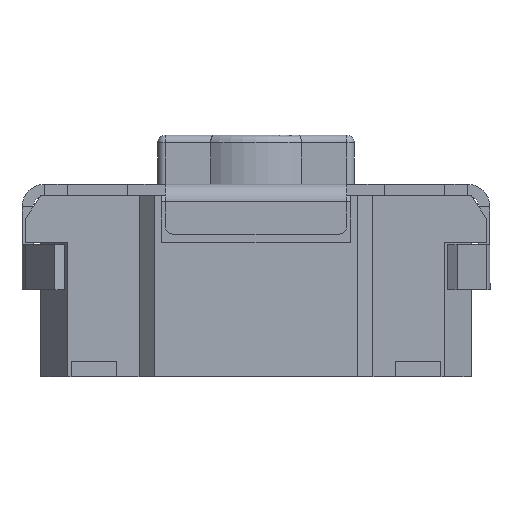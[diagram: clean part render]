
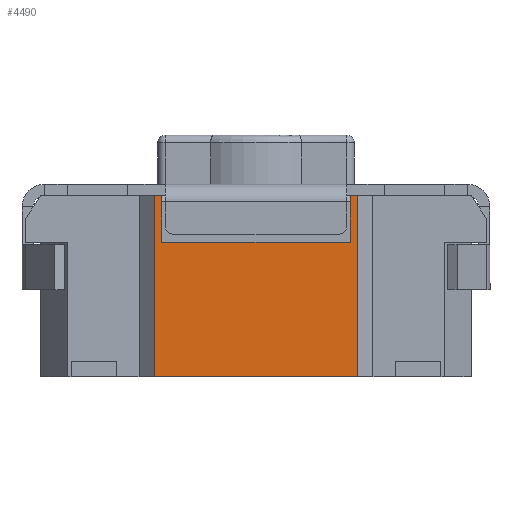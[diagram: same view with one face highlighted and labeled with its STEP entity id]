
A CAD part, front view. The second image highlights one B-rep face of the part: STEP entity #4490.
In plain terms, the highlighted planar face has unit normal (0, -1, 0).
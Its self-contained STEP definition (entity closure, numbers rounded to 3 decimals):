
#38 = VERTEX_POINT ( 'NONE', #451 ) ;
#451 = CARTESIAN_POINT ( 'NONE',  ( 1.25, -1.75, -0.181 ) ) ;
#452 = LINE ( 'NONE', #4133, #1073 ) ;
#642 = VECTOR ( 'NONE', #6675, 1000. ) ;
#803 = VECTOR ( 'NONE', #5998, 1000. ) ;
#818 = CARTESIAN_POINT ( 'NONE',  ( -1.25, -1.75, -0.181 ) ) ;
#921 = CARTESIAN_POINT ( 'NONE',  ( 1.25, -1.75, -2.581 ) ) ;
#1073 = VECTOR ( 'NONE', #3669, 1000. ) ;
#1098 = VECTOR ( 'NONE', #5434, 1000. ) ;
#1107 = ORIENTED_EDGE ( 'NONE', *, *, #1154, .F. ) ;
#1154 = EDGE_CURVE ( 'NONE', #38, #1193, #6093, .T. ) ;
#1193 = VERTEX_POINT ( 'NONE', #6409 ) ;
#1250 = VERTEX_POINT ( 'NONE', #4499 ) ;
#1369 = CARTESIAN_POINT ( 'NONE',  ( -1.25, -1.75, -0.181 ) ) ;
#1413 = FACE_OUTER_BOUND ( 'NONE', #1651, .T. ) ;
#1651 = EDGE_LOOP ( 'NONE', ( #1107, #2953, #6986, #1931, #4268, #4449, #3221, #5906 ) ) ;
#1685 = LINE ( 'NONE', #2075, #803 ) ;
#1733 = DIRECTION ( 'NONE',  ( 1., 0., 0. ) ) ;
#1931 = ORIENTED_EDGE ( 'NONE', *, *, #3320, .F. ) ;
#1940 = DIRECTION ( 'NONE',  ( -1., 0., 0. ) ) ;
#2075 = CARTESIAN_POINT ( 'NONE',  ( -1.25, -1.75, -2.581 ) ) ;
#2082 = CARTESIAN_POINT ( 'NONE',  ( -1.25, -1.75, -0.801 ) ) ;
#2135 = EDGE_CURVE ( 'NONE', #3723, #2899, #2338, .T. ) ;
#2338 = LINE ( 'NONE', #6556, #1098 ) ;
#2422 = EDGE_CURVE ( 'NONE', #3723, #1250, #3060, .T. ) ;
#2531 = CARTESIAN_POINT ( 'NONE',  ( -1.35, -1.75, -2.581 ) ) ;
#2673 = DIRECTION ( 'NONE',  ( 0., 1., 0. ) ) ;
#2899 = VERTEX_POINT ( 'NONE', #6827 ) ;
#2953 = ORIENTED_EDGE ( 'NONE', *, *, #6340, .T. ) ;
#3057 = EDGE_CURVE ( 'NONE', #1250, #1193, #452, .T. ) ;
#3060 = LINE ( 'NONE', #7274, #6373 ) ;
#3077 = EDGE_CURVE ( 'NONE', #5829, #5006, #6271, .T. ) ;
#3221 = ORIENTED_EDGE ( 'NONE', *, *, #2422, .T. ) ;
#3304 = VECTOR ( 'NONE', #1940, 1000. ) ;
#3320 = EDGE_CURVE ( 'NONE', #6265, #5006, #1685, .T. ) ;
#3608 = DIRECTION ( 'NONE',  ( -1., 0., 0. ) ) ;
#3669 = DIRECTION ( 'NONE',  ( 0., 0., 1. ) ) ;
#3723 = VERTEX_POINT ( 'NONE', #2531 ) ;
#3866 = DIRECTION ( 'NONE',  ( 0., 0., 1. ) ) ;
#3957 = VECTOR ( 'NONE', #4858, 1000. ) ;
#4133 = CARTESIAN_POINT ( 'NONE',  ( 1.35, -1.75, -2.581 ) ) ;
#4268 = ORIENTED_EDGE ( 'NONE', *, *, #4908, .T. ) ;
#4379 = PLANE ( 'NONE',  #5648 ) ;
#4449 = ORIENTED_EDGE ( 'NONE', *, *, #2135, .F. ) ;
#4490 = ADVANCED_FACE ( 'NONE', ( #1413 ), #4379, .F. ) ;
#4499 = CARTESIAN_POINT ( 'NONE',  ( 1.35, -1.75, -2.581 ) ) ;
#4562 = LINE ( 'NONE', #921, #3957 ) ;
#4858 = DIRECTION ( 'NONE',  ( 0., 0., -1. ) ) ;
#4908 = EDGE_CURVE ( 'NONE', #6265, #2899, #6257, .T. ) ;
#5006 = VERTEX_POINT ( 'NONE', #2082 ) ;
#5434 = DIRECTION ( 'NONE',  ( 0., 0., 1. ) ) ;
#5648 = AXIS2_PLACEMENT_3D ( 'NONE', #6683, #2673, #3866 ) ;
#5829 = VERTEX_POINT ( 'NONE', #6135 ) ;
#5906 = ORIENTED_EDGE ( 'NONE', *, *, #3057, .T. ) ;
#5930 = CARTESIAN_POINT ( 'NONE',  ( 1.35, -1.75, -0.801 ) ) ;
#5998 = DIRECTION ( 'NONE',  ( 0., 0., -1. ) ) ;
#6093 = LINE ( 'NONE', #6147, #642 ) ;
#6135 = CARTESIAN_POINT ( 'NONE',  ( 1.25, -1.75, -0.801 ) ) ;
#6147 = CARTESIAN_POINT ( 'NONE',  ( 1.25, -1.75, -0.181 ) ) ;
#6257 = LINE ( 'NONE', #1369, #7052 ) ;
#6265 = VERTEX_POINT ( 'NONE', #818 ) ;
#6271 = LINE ( 'NONE', #5930, #3304 ) ;
#6340 = EDGE_CURVE ( 'NONE', #38, #5829, #4562, .T. ) ;
#6373 = VECTOR ( 'NONE', #1733, 1000. ) ;
#6409 = CARTESIAN_POINT ( 'NONE',  ( 1.35, -1.75, -0.181 ) ) ;
#6556 = CARTESIAN_POINT ( 'NONE',  ( -1.35, -1.75, -2.581 ) ) ;
#6675 = DIRECTION ( 'NONE',  ( 1., 0., 0. ) ) ;
#6683 = CARTESIAN_POINT ( 'NONE',  ( 1.35, -1.75, -2.581 ) ) ;
#6827 = CARTESIAN_POINT ( 'NONE',  ( -1.35, -1.75, -0.181 ) ) ;
#6986 = ORIENTED_EDGE ( 'NONE', *, *, #3077, .T. ) ;
#7052 = VECTOR ( 'NONE', #3608, 1000. ) ;
#7274 = CARTESIAN_POINT ( 'NONE',  ( 1.35, -1.75, -2.581 ) ) ;
